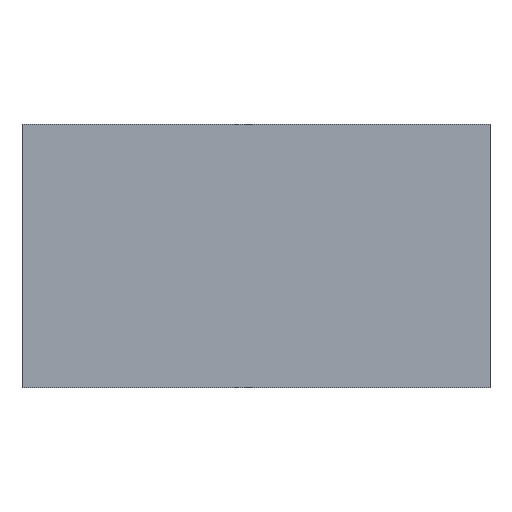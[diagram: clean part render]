
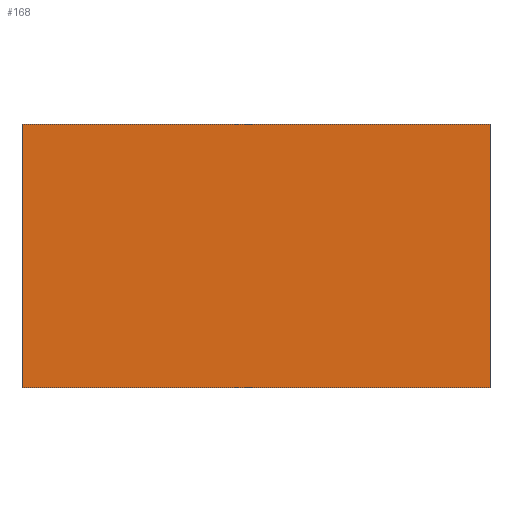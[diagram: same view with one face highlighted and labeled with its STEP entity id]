
A CAD part, front view. The second image highlights one B-rep face of the part: STEP entity #168.
In plain terms, the highlighted planar face has unit normal (0, -1, 0).
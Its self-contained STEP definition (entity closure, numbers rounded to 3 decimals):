
#168=ADVANCED_FACE('',(#436),#438,.T.);
#436=FACE_BOUND('',#437,.T.);
#437=EDGE_LOOP('',(#638,#639,#640,#641));
#438=PLANE('',#439);
#439=AXIS2_PLACEMENT_3D('',#440,#441,#442);
#440=CARTESIAN_POINT('',(-0.4,0.,0.45));
#441=DIRECTION('',(0.,-1.,0.));
#442=DIRECTION('',(0.,0.,-1.));
#638=ORIENTED_EDGE('',*,*,#758,.T.);
#639=ORIENTED_EDGE('',*,*,#759,.T.);
#640=ORIENTED_EDGE('',*,*,#760,.F.);
#641=ORIENTED_EDGE('',*,*,#761,.F.);
#758=EDGE_CURVE('',#846,#847,#848,.T.);
#759=EDGE_CURVE('',#847,#849,#850,.T.);
#760=EDGE_CURVE('',#851,#849,#852,.T.);
#761=EDGE_CURVE('',#846,#851,#853,.T.);
#846=VERTEX_POINT('',#1014);
#847=VERTEX_POINT('',#1015);
#848=LINE('',#1016,#1017);
#849=VERTEX_POINT('',#1019);
#850=LINE('',#1020,#1021);
#851=VERTEX_POINT('',#1023);
#852=LINE('',#1024,#1025);
#853=LINE('',#1027,#1028);
#1014=CARTESIAN_POINT('',(-0.4,0.,0.45));
#1015=CARTESIAN_POINT('',(-0.4,0.,0.));
#1016=CARTESIAN_POINT('',(-0.4,0.,0.45));
#1017=VECTOR('',#1018,1.);
#1018=DIRECTION('',(0.,0.,-1.));
#1019=CARTESIAN_POINT('',(0.4,0.,0.));
#1020=CARTESIAN_POINT('',(-0.4,0.,0.));
#1021=VECTOR('',#1022,1.);
#1022=DIRECTION('',(1.,0.,0.));
#1023=CARTESIAN_POINT('',(0.4,0.,0.45));
#1024=CARTESIAN_POINT('',(0.4,0.,0.45));
#1025=VECTOR('',#1026,1.);
#1026=DIRECTION('',(0.,0.,-1.));
#1027=CARTESIAN_POINT('',(-0.4,0.,0.45));
#1028=VECTOR('',#1029,1.);
#1029=DIRECTION('',(1.,0.,0.));
